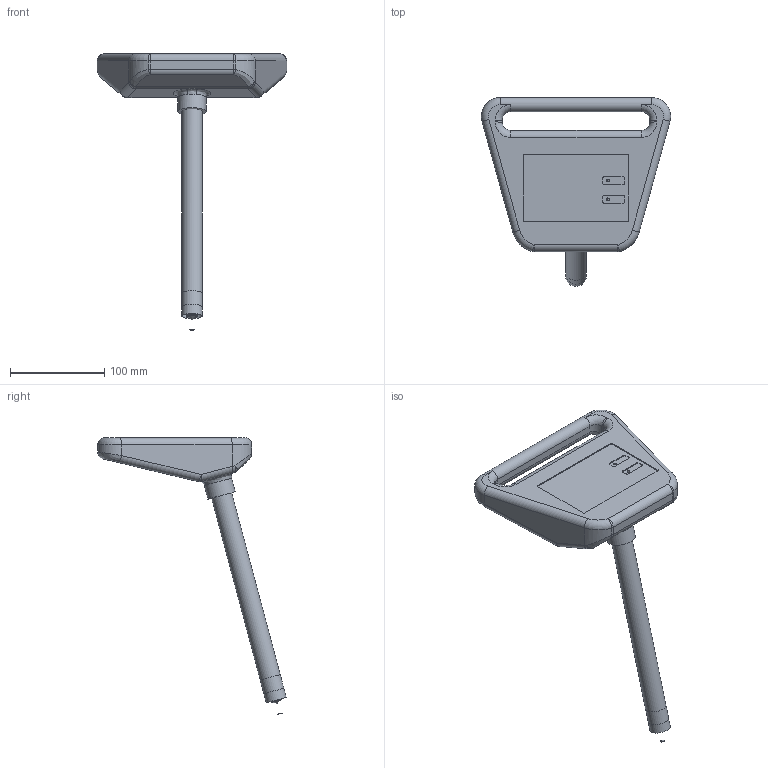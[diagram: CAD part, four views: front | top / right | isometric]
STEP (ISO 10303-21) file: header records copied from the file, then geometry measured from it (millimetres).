
FILE_DESCRIPTION(/* description */ (''),/* implementation_level */ '2;1');
FILE_NAME(/* name */ 'compost v9.step',/* time_stamp */ '2025-06-15T17:03:20+02:00',/* author */ (''),/* organization */ (''),/* preprocessor_version */ 'ST-DEVELOPER v20.1',/* originating_system */ 'Autodesk Translation Framework v14.10.0.0',/* authorisation */ '');
FILE_SCHEMA (('AUTOMOTIVE_DESIGN { 1 0 10303 214 3 1 1 }'));
Products named in the file (9): compost; Component1; Component2; Component3; Component4; Component5; Component6; Component7; 91290A186_Alloy Steel Socket Head Screw
Assembly tree (8 placements, depth 2):
  compost
    Component1
    Component2
    Component3
    Component4
    Component5
    Component6
    Component7
    91290A186_Alloy Steel Socket Head Screw
Bounding box: 201.17 x 200.22 x 293.75 mm (x, y, z)
Volume: 798227.4 mm3; surface area: 151479.1 mm2
Topology: 8 solids, 8 shells, 1591 faces, 4289 edges, 2803 vertices
Faces by surface type: bspline 667, plane 470, cylinder 374, torus 55, cone 17, sphere 8
Full cylindrical faces by diameter (mm): 1.8 x4, 3 x2, 3.091 x28, 3.9 x4, 4 x28, 4.152 x1, 4.2 x4, 5 x1, 6 x7, 7 x1, 8 x1, 9.836 x28, 10.274 x21, 11.834 x28, 12.226 x22, 15.519 x15, 18.293 x14, 22 x4, 30 x1
Entity records: 77888 total; most frequent: CARTESIAN_POINT 42882, ORIENTED_EDGE 8562, DIRECTION 4842, EDGE_CURVE 4281, VERTEX_POINT 2803, LINE 2026, VECTOR 2026, EDGE_LOOP 1726
